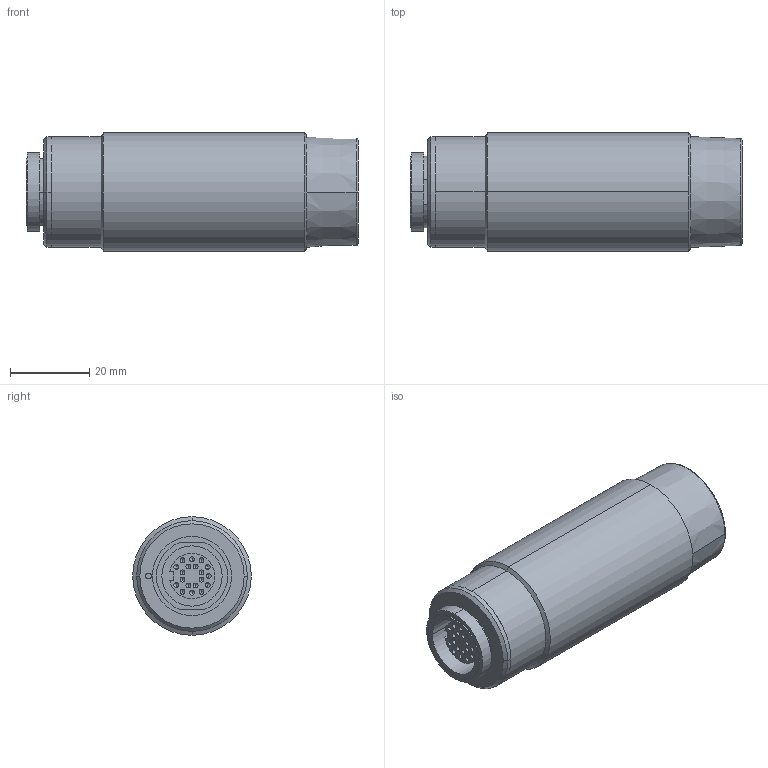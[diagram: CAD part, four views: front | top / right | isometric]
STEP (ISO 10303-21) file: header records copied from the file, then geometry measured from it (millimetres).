
FILE_DESCRIPTION (( 'STEP AP203' ), '1' );
FILE_NAME ('0E010964_INDUKTIVKOPPLER_BASE_M30_GAMMA_DUPLEX_AXIAL.STEP', '2020-11-03T09:37:39', ( '' ), ( '' ), 'SwSTEP 2.0', 'SolidWorks 2019', '' );
FILE_SCHEMA (( 'CONFIG_CONTROL_DESIGN' ));
Length unit declared in the file: millimetre
Products named in the file (1): 0E010964_INDUKTIVKOPPLER_BASE_M30_GAMMA_DUPLEX_AXIAL
Bounding box: 84 x 30 x 30 mm (x, y, z)
Volume: 14373.5 mm3; surface area: 20520.2 mm2
Topology: 4 solids, 4 shells, 272 faces, 620 edges, 365 vertices
Faces by surface type: bspline 103, cylinder 83, plane 38, cone 28, torus 20
Entity records: 8657 total; most frequent: CARTESIAN_POINT 2939, DIRECTION 1172, ORIENTED_EDGE 1164, EDGE_CURVE 582, AXIS2_PLACEMENT_3D 514, VERTEX_POINT 365, CIRCLE 344, EDGE_LOOP 329
